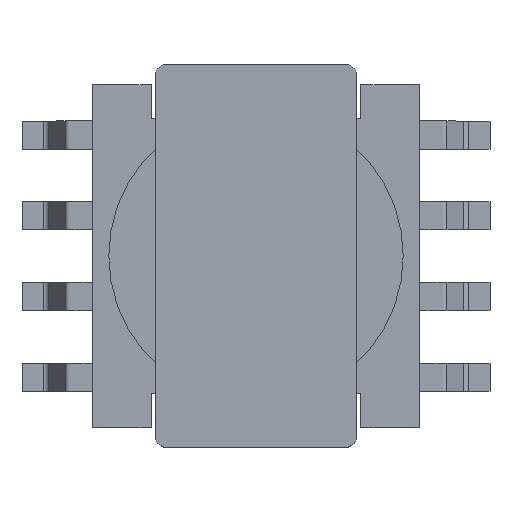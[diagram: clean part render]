
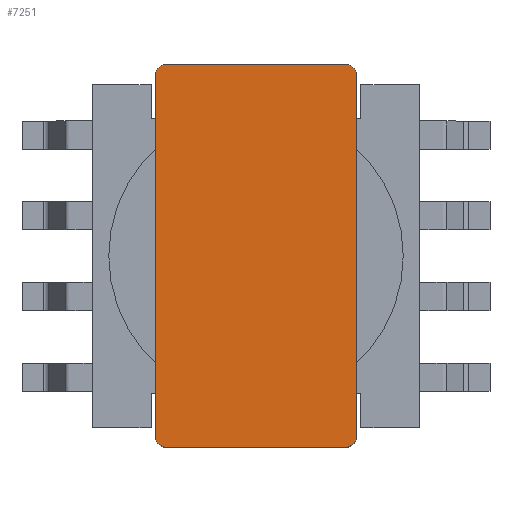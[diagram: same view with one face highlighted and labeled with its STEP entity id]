
A CAD part, top view. The second image highlights one B-rep face of the part: STEP entity #7251.
In plain terms, the highlighted face is planar.
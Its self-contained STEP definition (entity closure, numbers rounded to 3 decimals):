
#86 = VECTOR ( 'NONE', #2002, 1000. ) ;
#116 = LINE ( 'NONE', #6217, #86 ) ;
#314 = CARTESIAN_POINT ( 'NONE',  ( 0.3, 0., 5. ) ) ;
#452 = VERTEX_POINT ( 'NONE', #2339 ) ;
#496 = DIRECTION ( 'NONE',  ( -1., 0., 0. ) ) ;
#666 = CARTESIAN_POINT ( 'NONE',  ( 0.3, 0., 4.7 ) ) ;
#999 = CARTESIAN_POINT ( 'NONE',  ( 9.5, 0., 4.7 ) ) ;
#1002 = EDGE_CURVE ( 'NONE', #5634, #5846, #1279, .T. ) ;
#1096 = VECTOR ( 'NONE', #7648, 1000. ) ;
#1279 = LINE ( 'NONE', #8488, #6106 ) ;
#1500 = EDGE_CURVE ( 'NONE', #5846, #4566, #6542, .T. ) ;
#1538 = LINE ( 'NONE', #999, #1096 ) ;
#1615 = DIRECTION ( 'NONE',  ( 0., 1., 0. ) ) ;
#1800 = AXIS2_PLACEMENT_3D ( 'NONE', #2677, #2720, #6812 ) ;
#1836 = FACE_OUTER_BOUND ( 'NONE', #8532, .T. ) ;
#2002 = DIRECTION ( 'NONE',  ( 1., 0., 0. ) ) ;
#2029 = EDGE_CURVE ( 'NONE', #4566, #3022, #3081, .T. ) ;
#2210 = DIRECTION ( 'NONE',  ( 0., 1., 0. ) ) ;
#2339 = CARTESIAN_POINT ( 'NONE',  ( 9.2, 0., 5. ) ) ;
#2422 = AXIS2_PLACEMENT_3D ( 'NONE', #8291, #2210, #4917 ) ;
#2436 = ORIENTED_EDGE ( 'NONE', *, *, #4371, .F. ) ;
#2519 = AXIS2_PLACEMENT_3D ( 'NONE', #666, #3344, #7334 ) ;
#2538 = ORIENTED_EDGE ( 'NONE', *, *, #4579, .F. ) ;
#2591 = VERTEX_POINT ( 'NONE', #7098 ) ;
#2677 = CARTESIAN_POINT ( 'NONE',  ( 9.2, 0., 4.7 ) ) ;
#2720 = DIRECTION ( 'NONE',  ( 0., 1., 0. ) ) ;
#3022 = VERTEX_POINT ( 'NONE', #7726 ) ;
#3080 = ORIENTED_EDGE ( 'NONE', *, *, #7130, .F. ) ;
#3081 = LINE ( 'NONE', #5801, #3417 ) ;
#3307 = CIRCLE ( 'NONE', #6437, 0.3 ) ;
#3337 = CIRCLE ( 'NONE', #8292, 0.3 ) ;
#3344 = DIRECTION ( 'NONE',  ( 0., -1., 0. ) ) ;
#3417 = VECTOR ( 'NONE', #8528, 1000. ) ;
#3461 = ORIENTED_EDGE ( 'NONE', *, *, #1002, .F. ) ;
#4371 = EDGE_CURVE ( 'NONE', #3022, #7186, #3307, .T. ) ;
#4372 = CARTESIAN_POINT ( 'NONE',  ( 9.2, 0., 0.3 ) ) ;
#4566 = VERTEX_POINT ( 'NONE', #4659 ) ;
#4579 = EDGE_CURVE ( 'NONE', #7186, #452, #116, .T. ) ;
#4659 = CARTESIAN_POINT ( 'NONE',  ( 0., 0., 0.3 ) ) ;
#4730 = CARTESIAN_POINT ( 'NONE',  ( 0.3, 0., 0. ) ) ;
#4767 = VERTEX_POINT ( 'NONE', #8713 ) ;
#4917 = DIRECTION ( 'NONE',  ( 0., 0., 1. ) ) ;
#4945 = CARTESIAN_POINT ( 'NONE',  ( 9.2, 0., 0. ) ) ;
#5623 = EDGE_CURVE ( 'NONE', #2591, #5634, #3337, .T. ) ;
#5634 = VERTEX_POINT ( 'NONE', #4945 ) ;
#5716 = DIRECTION ( 'NONE',  ( 0., 0., 1. ) ) ;
#5745 = DIRECTION ( 'NONE',  ( 0., 0., -1. ) ) ;
#5801 = CARTESIAN_POINT ( 'NONE',  ( 0., 0., 0.3 ) ) ;
#5846 = VERTEX_POINT ( 'NONE', #4730 ) ;
#6035 = ORIENTED_EDGE ( 'NONE', *, *, #6061, .F. ) ;
#6061 = EDGE_CURVE ( 'NONE', #452, #4767, #7746, .T. ) ;
#6106 = VECTOR ( 'NONE', #496, 1000. ) ;
#6130 = ORIENTED_EDGE ( 'NONE', *, *, #1500, .F. ) ;
#6217 = CARTESIAN_POINT ( 'NONE',  ( 0.3, 0., 5. ) ) ;
#6437 = AXIS2_PLACEMENT_3D ( 'NONE', #6942, #1615, #5745 ) ;
#6458 = ORIENTED_EDGE ( 'NONE', *, *, #5623, .F. ) ;
#6542 = CIRCLE ( 'NONE', #2422, 0.3 ) ;
#6599 = PLANE ( 'NONE',  #2519 ) ;
#6812 = DIRECTION ( 'NONE',  ( 0., 0., 1. ) ) ;
#6942 = CARTESIAN_POINT ( 'NONE',  ( 0.3, 0., 4.7 ) ) ;
#7098 = CARTESIAN_POINT ( 'NONE',  ( 9.5, 0., 0.3 ) ) ;
#7130 = EDGE_CURVE ( 'NONE', #4767, #2591, #1538, .T. ) ;
#7186 = VERTEX_POINT ( 'NONE', #314 ) ;
#7251 = ADVANCED_FACE ( 'NONE', ( #1836 ), #6599, .T. ) ;
#7334 = DIRECTION ( 'NONE',  ( 0., 0., -1. ) ) ;
#7648 = DIRECTION ( 'NONE',  ( 0., 0., -1. ) ) ;
#7726 = CARTESIAN_POINT ( 'NONE',  ( 0., 0., 4.7 ) ) ;
#7746 = CIRCLE ( 'NONE', #1800, 0.3 ) ;
#8291 = CARTESIAN_POINT ( 'NONE',  ( 0.3, 0., 0.3 ) ) ;
#8292 = AXIS2_PLACEMENT_3D ( 'NONE', #4372, #8315, #5716 ) ;
#8315 = DIRECTION ( 'NONE',  ( 0., 1., 0. ) ) ;
#8488 = CARTESIAN_POINT ( 'NONE',  ( 0.3, 0., 0. ) ) ;
#8528 = DIRECTION ( 'NONE',  ( 0., 0., 1. ) ) ;
#8532 = EDGE_LOOP ( 'NONE', ( #2436, #8640, #6130, #3461, #6458, #3080, #6035, #2538 ) ) ;
#8640 = ORIENTED_EDGE ( 'NONE', *, *, #2029, .F. ) ;
#8713 = CARTESIAN_POINT ( 'NONE',  ( 9.5, 0., 4.7 ) ) ;
